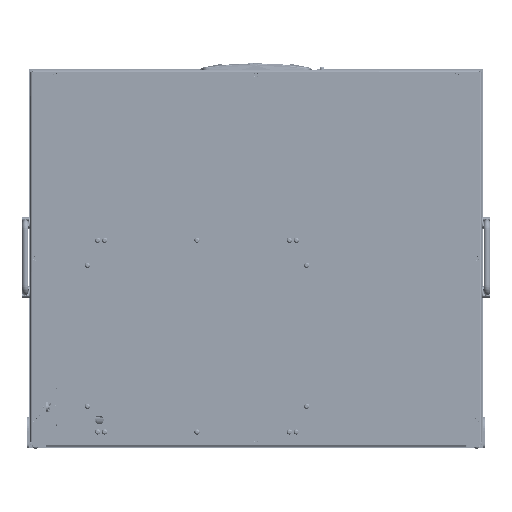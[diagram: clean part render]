
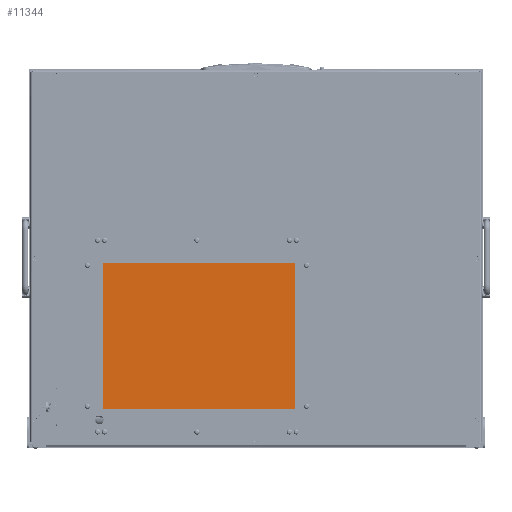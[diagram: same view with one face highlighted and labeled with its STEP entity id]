
A CAD part, front view. The second image highlights one B-rep face of the part: STEP entity #11344.
In plain terms, the highlighted planar face has unit normal (0, -1, 0).
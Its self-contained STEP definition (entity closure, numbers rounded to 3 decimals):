
#477 = LINE ( 'NONE', #40056, #47249 ) ;
#2260 = DIRECTION ( 'NONE',  ( 0., 0., -1. ) ) ;
#3153 = CARTESIAN_POINT ( 'NONE',  ( 135.25, -4.5, 105.65 ) ) ;
#5216 = EDGE_CURVE ( 'NONE', #34475, #77614, #10503, .T. ) ;
#6300 = DIRECTION ( 'NONE',  ( 0., 0., 1. ) ) ;
#6706 = VERTEX_POINT ( 'NONE', #41365 ) ;
#9105 = VECTOR ( 'NONE', #6300, 1000. ) ;
#10503 = LINE ( 'NONE', #17958, #29429 ) ;
#11344 = ADVANCED_FACE ( 'NONE', ( #35675 ), #63343, .T. ) ;
#15388 = VECTOR ( 'NONE', #78134, 1000. ) ;
#17958 = CARTESIAN_POINT ( 'NONE',  ( -141.75, -4.5, -105.65 ) ) ;
#19930 = LINE ( 'NONE', #65614, #9105 ) ;
#20144 = EDGE_CURVE ( 'NONE', #6706, #60229, #19930, .T. ) ;
#21505 = EDGE_LOOP ( 'NONE', ( #61572, #50778, #59465, #83140 ) ) ;
#27247 = EDGE_CURVE ( 'NONE', #77614, #6706, #477, .T. ) ;
#29429 = VECTOR ( 'NONE', #59213, 1000. ) ;
#31546 = CARTESIAN_POINT ( 'NONE',  ( 135.25, -4.5, 105.65 ) ) ;
#34475 = VERTEX_POINT ( 'NONE', #83196 ) ;
#34842 = EDGE_CURVE ( 'NONE', #60229, #34475, #52174, .T. ) ;
#35048 = AXIS2_PLACEMENT_3D ( 'NONE', #3153, #68206, #2260 ) ;
#35675 = FACE_OUTER_BOUND ( 'NONE', #21505, .T. ) ;
#38055 = CARTESIAN_POINT ( 'NONE',  ( -141.75, -4.5, -105.65 ) ) ;
#40056 = CARTESIAN_POINT ( 'NONE',  ( 135.25, -4.5, -105.65 ) ) ;
#41365 = CARTESIAN_POINT ( 'NONE',  ( 135.25, -4.5, -105.65 ) ) ;
#47249 = VECTOR ( 'NONE', #72583, 1000. ) ;
#48223 = CARTESIAN_POINT ( 'NONE',  ( 135.25, -4.5, 105.65 ) ) ;
#50778 = ORIENTED_EDGE ( 'NONE', *, *, #34842, .T. ) ;
#52174 = LINE ( 'NONE', #31546, #15388 ) ;
#59213 = DIRECTION ( 'NONE',  ( 0., 0., -1. ) ) ;
#59465 = ORIENTED_EDGE ( 'NONE', *, *, #5216, .T. ) ;
#60229 = VERTEX_POINT ( 'NONE', #48223 ) ;
#61572 = ORIENTED_EDGE ( 'NONE', *, *, #20144, .T. ) ;
#63343 = PLANE ( 'NONE',  #35048 ) ;
#65614 = CARTESIAN_POINT ( 'NONE',  ( 135.25, -4.5, -105.65 ) ) ;
#68206 = DIRECTION ( 'NONE',  ( 0., -1., 0. ) ) ;
#72583 = DIRECTION ( 'NONE',  ( 1., 0., 0. ) ) ;
#77614 = VERTEX_POINT ( 'NONE', #38055 ) ;
#78134 = DIRECTION ( 'NONE',  ( -1., 0., 0. ) ) ;
#83140 = ORIENTED_EDGE ( 'NONE', *, *, #27247, .T. ) ;
#83196 = CARTESIAN_POINT ( 'NONE',  ( -141.75, -4.5, 105.65 ) ) ;
